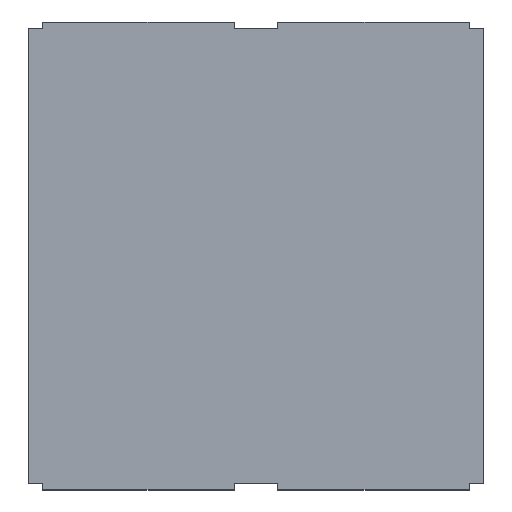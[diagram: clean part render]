
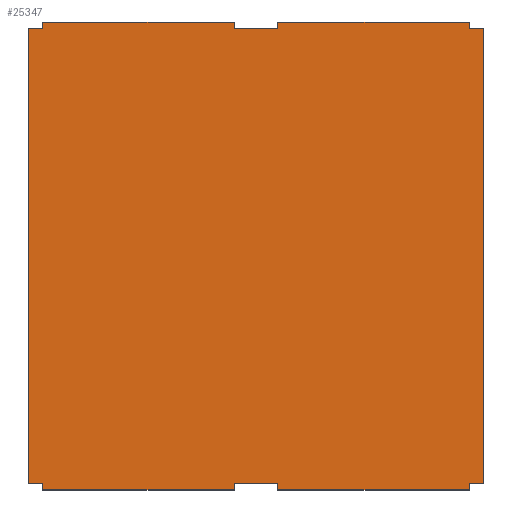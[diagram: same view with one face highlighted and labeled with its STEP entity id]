
A CAD part, top view. The second image highlights one B-rep face of the part: STEP entity #25347.
In plain terms, the highlighted planar face has unit normal (0, 0, 1).
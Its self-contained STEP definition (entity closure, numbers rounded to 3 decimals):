
#1692=FACE_OUTER_BOUND('',#3348,.T.);
#3348=EDGE_LOOP('',(#22512,#22513,#22514,#22515,#22516,#22517,#22518,#22519,
#22520,#22521,#22522,#22523,#22524,#22525,#22526,#22527,#22528,#22529,#22530,
#22531));
#6665=LINE('',#39920,#10041);
#6668=LINE('',#39925,#10044);
#6670=LINE('',#39929,#10046);
#6672=LINE('',#39933,#10048);
#6677=LINE('',#39942,#10053);
#6682=LINE('',#39955,#10058);
#6686=LINE('',#39962,#10062);
#6688=LINE('',#39966,#10064);
#6692=LINE('',#39974,#10068);
#6697=LINE('',#39983,#10073);
#6705=LINE('',#40000,#10081);
#6707=LINE('',#40004,#10083);
#6709=LINE('',#40008,#10085);
#6711=LINE('',#40012,#10087);
#6721=LINE('',#40033,#10097);
#6724=LINE('',#40038,#10100);
#6726=LINE('',#40041,#10102);
#6729=LINE('',#40047,#10105);
#6730=LINE('',#40050,#10106);
#6731=LINE('',#40051,#10107);
#10041=VECTOR('',#32856,10.);
#10044=VECTOR('',#32861,10.);
#10046=VECTOR('',#32865,10.);
#10048=VECTOR('',#32869,10.);
#10053=VECTOR('',#32876,10.);
#10058=VECTOR('',#32885,10.);
#10062=VECTOR('',#32891,10.);
#10064=VECTOR('',#32895,10.);
#10068=VECTOR('',#32903,10.);
#10073=VECTOR('',#32910,10.);
#10081=VECTOR('',#32924,10.);
#10083=VECTOR('',#32928,10.);
#10085=VECTOR('',#32932,10.);
#10087=VECTOR('',#32936,10.);
#10097=VECTOR('',#32952,10.);
#10100=VECTOR('',#32957,10.);
#10102=VECTOR('',#32961,10.);
#10105=VECTOR('',#32966,10.);
#10106=VECTOR('',#32971,10.);
#10107=VECTOR('',#32972,10.);
#12330=VERTEX_POINT('',#39918);
#12331=VERTEX_POINT('',#39919);
#12332=VERTEX_POINT('',#39924);
#12333=VERTEX_POINT('',#39928);
#12334=VERTEX_POINT('',#39932);
#12337=VERTEX_POINT('',#39940);
#12342=VERTEX_POINT('',#39953);
#12343=VERTEX_POINT('',#39954);
#12345=VERTEX_POINT('',#39961);
#12346=VERTEX_POINT('',#39965);
#12348=VERTEX_POINT('',#39973);
#12351=VERTEX_POINT('',#39981);
#12357=VERTEX_POINT('',#39999);
#12358=VERTEX_POINT('',#40003);
#12359=VERTEX_POINT('',#40007);
#12360=VERTEX_POINT('',#40011);
#12367=VERTEX_POINT('',#40031);
#12368=VERTEX_POINT('',#40032);
#12369=VERTEX_POINT('',#40037);
#12371=VERTEX_POINT('',#40045);
#15698=EDGE_CURVE('',#12330,#12331,#6665,.T.);
#15701=EDGE_CURVE('',#12331,#12332,#6668,.T.);
#15703=EDGE_CURVE('',#12332,#12333,#6670,.T.);
#15705=EDGE_CURVE('',#12334,#12333,#6672,.T.);
#15710=EDGE_CURVE('',#12330,#12337,#6677,.T.);
#15715=EDGE_CURVE('',#12342,#12343,#6682,.T.);
#15719=EDGE_CURVE('',#12343,#12345,#6686,.T.);
#15721=EDGE_CURVE('',#12345,#12346,#6688,.T.);
#15725=EDGE_CURVE('',#12348,#12346,#6692,.T.);
#15730=EDGE_CURVE('',#12342,#12351,#6697,.T.);
#15738=EDGE_CURVE('',#12334,#12357,#6705,.T.);
#15740=EDGE_CURVE('',#12357,#12358,#6707,.T.);
#15742=EDGE_CURVE('',#12358,#12359,#6709,.T.);
#15744=EDGE_CURVE('',#12360,#12359,#6711,.T.);
#15754=EDGE_CURVE('',#12367,#12368,#6721,.T.);
#15757=EDGE_CURVE('',#12368,#12369,#6724,.T.);
#15759=EDGE_CURVE('',#12369,#12351,#6726,.T.);
#15762=EDGE_CURVE('',#12367,#12371,#6729,.T.);
#15763=EDGE_CURVE('',#12371,#12360,#6730,.T.);
#15764=EDGE_CURVE('',#12337,#12348,#6731,.T.);
#22512=ORIENTED_EDGE('',*,*,#15725,.T.);
#22513=ORIENTED_EDGE('',*,*,#15721,.F.);
#22514=ORIENTED_EDGE('',*,*,#15719,.F.);
#22515=ORIENTED_EDGE('',*,*,#15715,.F.);
#22516=ORIENTED_EDGE('',*,*,#15730,.T.);
#22517=ORIENTED_EDGE('',*,*,#15759,.F.);
#22518=ORIENTED_EDGE('',*,*,#15757,.F.);
#22519=ORIENTED_EDGE('',*,*,#15754,.F.);
#22520=ORIENTED_EDGE('',*,*,#15762,.T.);
#22521=ORIENTED_EDGE('',*,*,#15763,.T.);
#22522=ORIENTED_EDGE('',*,*,#15744,.T.);
#22523=ORIENTED_EDGE('',*,*,#15742,.F.);
#22524=ORIENTED_EDGE('',*,*,#15740,.F.);
#22525=ORIENTED_EDGE('',*,*,#15738,.F.);
#22526=ORIENTED_EDGE('',*,*,#15705,.T.);
#22527=ORIENTED_EDGE('',*,*,#15703,.F.);
#22528=ORIENTED_EDGE('',*,*,#15701,.F.);
#22529=ORIENTED_EDGE('',*,*,#15698,.F.);
#22530=ORIENTED_EDGE('',*,*,#15710,.T.);
#22531=ORIENTED_EDGE('',*,*,#15764,.T.);
#23948=PLANE('',#26776);
#25347=ADVANCED_FACE('',(#1692),#23948,.T.);
#26776=AXIS2_PLACEMENT_3D('',#40049,#32969,#32970);
#32856=DIRECTION('',(0.,-1.,0.));
#32861=DIRECTION('',(-1.,0.,0.));
#32865=DIRECTION('',(0.,1.,0.));
#32869=DIRECTION('',(1.,0.,0.));
#32876=DIRECTION('',(1.,0.,0.));
#32885=DIRECTION('',(0.,1.,0.));
#32891=DIRECTION('',(1.,0.,0.));
#32895=DIRECTION('',(0.,-1.,0.));
#32903=DIRECTION('',(-1.,0.,0.));
#32910=DIRECTION('',(-1.,0.,0.));
#32924=DIRECTION('',(0.,-1.,0.));
#32928=DIRECTION('',(-1.,0.,0.));
#32932=DIRECTION('',(0.,1.,0.));
#32936=DIRECTION('',(1.,0.,0.));
#32952=DIRECTION('',(0.,1.,0.));
#32957=DIRECTION('',(1.,0.,0.));
#32961=DIRECTION('',(0.,-1.,0.));
#32966=DIRECTION('',(-1.,0.,0.));
#32969=DIRECTION('center_axis',(0.,0.,1.));
#32970=DIRECTION('ref_axis',(1.,0.,0.));
#32971=DIRECTION('',(0.,-1.,0.));
#32972=DIRECTION('',(0.,1.,0.));
#39918=CARTESIAN_POINT('',(158.4,-2.4,4.));
#39919=CARTESIAN_POINT('',(158.4,-4.9,4.));
#39920=CARTESIAN_POINT('',(158.4,37.8,4.));
#39924=CARTESIAN_POINT('',(88.4,-4.9,4.));
#39925=CARTESIAN_POINT('',(84.45,-4.9,4.));
#39928=CARTESIAN_POINT('',(88.4,-2.4,4.));
#39929=CARTESIAN_POINT('',(88.4,39.05,4.));
#39932=CARTESIAN_POINT('',(72.6,-2.4,4.));
#39933=CARTESIAN_POINT('',(39.05,-2.4,4.));
#39940=CARTESIAN_POINT('',(163.4,-2.4,4.));
#39942=CARTESIAN_POINT('',(39.05,-2.4,4.));
#39953=CARTESIAN_POINT('',(88.4,163.4,4.));
#39954=CARTESIAN_POINT('',(88.4,165.9,4.));
#39955=CARTESIAN_POINT('',(88.4,123.2,4.));
#39961=CARTESIAN_POINT('',(158.4,165.9,4.));
#39962=CARTESIAN_POINT('',(119.45,165.9,4.));
#39965=CARTESIAN_POINT('',(158.4,163.4,4.));
#39966=CARTESIAN_POINT('',(158.4,121.95,4.));
#39973=CARTESIAN_POINT('',(163.4,163.4,4.));
#39974=CARTESIAN_POINT('',(121.95,163.4,4.));
#39981=CARTESIAN_POINT('',(72.6,163.4,4.));
#39983=CARTESIAN_POINT('',(121.95,163.4,4.));
#39999=CARTESIAN_POINT('',(72.6,-4.9,4.));
#40000=CARTESIAN_POINT('',(72.6,37.8,4.));
#40003=CARTESIAN_POINT('',(2.6,-4.9,4.));
#40004=CARTESIAN_POINT('',(41.55,-4.9,4.));
#40007=CARTESIAN_POINT('',(2.6,-2.4,4.));
#40008=CARTESIAN_POINT('',(2.6,39.05,4.));
#40011=CARTESIAN_POINT('',(-2.4,-2.4,4.));
#40012=CARTESIAN_POINT('',(39.05,-2.4,4.));
#40031=CARTESIAN_POINT('',(2.6,163.4,4.));
#40032=CARTESIAN_POINT('',(2.6,165.9,4.));
#40033=CARTESIAN_POINT('',(2.6,123.2,4.));
#40037=CARTESIAN_POINT('',(72.6,165.9,4.));
#40038=CARTESIAN_POINT('',(76.55,165.9,4.));
#40041=CARTESIAN_POINT('',(72.6,121.95,4.));
#40045=CARTESIAN_POINT('',(-2.4,163.4,4.));
#40047=CARTESIAN_POINT('',(121.95,163.4,4.));
#40049=CARTESIAN_POINT('Origin',(80.5,80.5,4.));
#40050=CARTESIAN_POINT('',(-2.4,121.95,4.));
#40051=CARTESIAN_POINT('',(163.4,39.05,4.));
